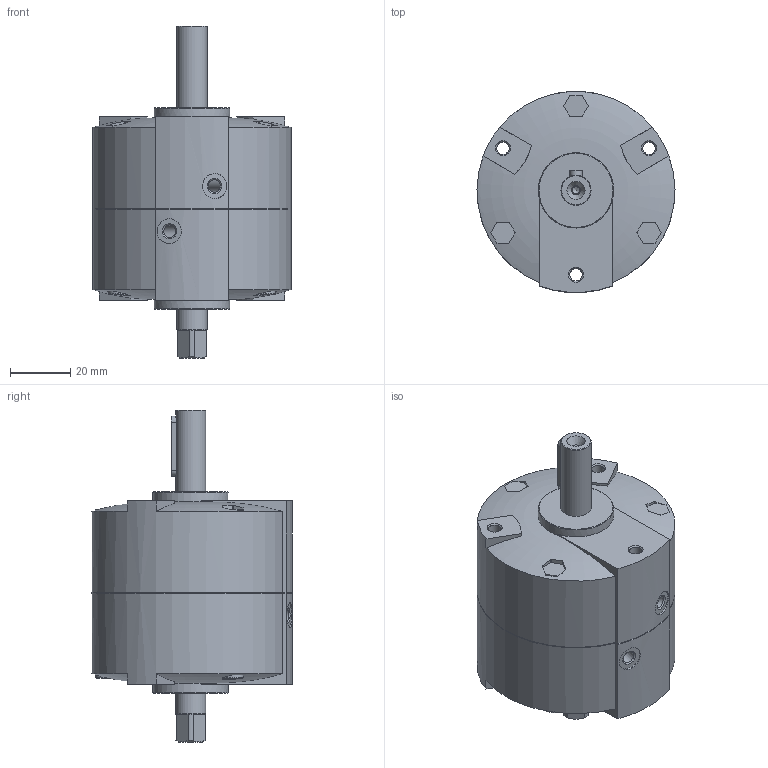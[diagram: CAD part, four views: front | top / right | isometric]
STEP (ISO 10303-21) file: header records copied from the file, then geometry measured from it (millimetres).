
FILE_DESCRIPTION(/* description */ ('STEP AP214'),/* implementation_level */ '2;1');
FILE_NAME(/* name */ '2536494_DRVS-25-180-P-EX4',/* time_stamp */ '2024-08-21T02:51:20+02:00',/* author */ ('License CC BY-ND 4.0'),/* organization */ ('CADENAS'),/* preprocessor_version */ 'ST-DEVELOPER v19.3',/* originating_system */ 'PARTsolutions',/* authorisation */ ' ');
FILE_SCHEMA (('AUTOMOTIVE_DESIGN {1 0 10303 214 3 1 1}'));
Length unit declared in the file: millimetre
Products named in the file (3): 2536494 DRVS-25-180-P-EX4--(90); 2536494 DRVS-25-180-P-EX4_gehaeuse; 2536494 DRVS-25-180-P-EX4--(90)_welle
Assembly tree (2 placements, depth 2):
  2536494 DRVS-25-180-P-EX4--(90)
    2536494 DRVS-25-180-P-EX4_gehaeuse
    2536494 DRVS-25-180-P-EX4--(90)_welle
Bounding box: 65.74 x 66.65 x 110.2 mm (x, y, z)
Volume: 200497.2 mm3; surface area: 33054.4 mm2
Topology: 2 solids, 2 shells, 204 faces, 483 edges, 310 vertices
Faces by surface type: plane 125, cylinder 53, cone 21, torus 5
Full cylindrical faces by diameter (mm): 2.459 x1, 4.134 x8, 5 x3, 6.95 x3, 8.3 x2, 10 x4, 25 x2
Entity records: 5721 total; most frequent: CARTESIAN_POINT 1218, DIRECTION 884, ORIENTED_EDGE 858, EDGE_CURVE 429, AXIS2_PLACEMENT_3D 330, VERTEX_POINT 300, FACE_BOUND 283, EDGE_LOOP 282
